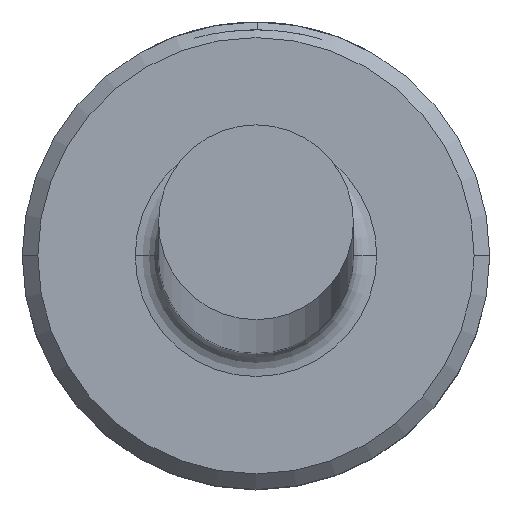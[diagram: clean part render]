
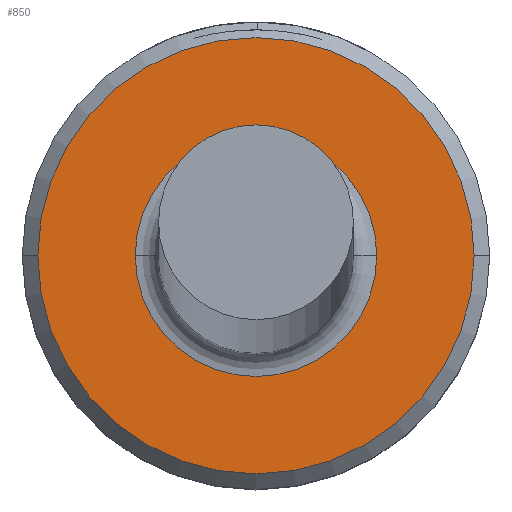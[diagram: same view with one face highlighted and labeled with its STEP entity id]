
A CAD part, top view. The second image highlights one B-rep face of the part: STEP entity #850.
In plain terms, the highlighted planar face has unit normal (0, 0, 1).
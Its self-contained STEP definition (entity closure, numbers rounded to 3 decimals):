
#56 = CARTESIAN_POINT ( 'NONE',  ( 0., 0., 4. ) ) ;
#73 = AXIS2_PLACEMENT_3D ( 'NONE', #362, #79, #727 ) ;
#79 = DIRECTION ( 'NONE',  ( 0., 0., 1. ) ) ;
#94 = DIRECTION ( 'NONE',  ( 0., 0., -1. ) ) ;
#141 = CARTESIAN_POINT ( 'NONE',  ( 0., 0., 4. ) ) ;
#144 = AXIS2_PLACEMENT_3D ( 'NONE', #642, #94, #736 ) ;
#150 = EDGE_LOOP ( 'NONE', ( #1076, #596 ) ) ;
#158 = DIRECTION ( 'NONE',  ( 1., 0., 0. ) ) ;
#233 = DIRECTION ( 'NONE',  ( -1., 0., 0. ) ) ;
#246 = CARTESIAN_POINT ( 'NONE',  ( 2.8, 0., 4. ) ) ;
#326 = AXIS2_PLACEMENT_3D ( 'NONE', #141, #773, #233 ) ;
#342 = CIRCLE ( 'NONE', #144, 1.55 ) ;
#352 = VERTEX_POINT ( 'NONE', #246 ) ;
#362 = CARTESIAN_POINT ( 'NONE',  ( 0., 0., 4. ) ) ;
#410 = VERTEX_POINT ( 'NONE', #567 ) ;
#461 = EDGE_CURVE ( 'NONE', #352, #410, #562, .T. ) ;
#494 = DIRECTION ( 'NONE',  ( 0., 0., 1. ) ) ;
#562 = CIRCLE ( 'NONE', #660, 2.8 ) ;
#567 = CARTESIAN_POINT ( 'NONE',  ( -2.8, 0., 4. ) ) ;
#569 = CIRCLE ( 'NONE', #1096, 2.8 ) ;
#596 = ORIENTED_EDGE ( 'NONE', *, *, #461, .T. ) ;
#614 = ORIENTED_EDGE ( 'NONE', *, *, #943, .T. ) ;
#642 = CARTESIAN_POINT ( 'NONE',  ( 0., 0., 4. ) ) ;
#658 = EDGE_LOOP ( 'NONE', ( #614, #714 ) ) ;
#660 = AXIS2_PLACEMENT_3D ( 'NONE', #1011, #494, #1100 ) ;
#697 = FACE_BOUND ( 'NONE', #658, .T. ) ;
#700 = DIRECTION ( 'NONE',  ( 0., 0., 1. ) ) ;
#714 = ORIENTED_EDGE ( 'NONE', *, *, #1008, .T. ) ;
#723 = EDGE_CURVE ( 'NONE', #410, #352, #569, .T. ) ;
#727 = DIRECTION ( 'NONE',  ( 1., 0., 0. ) ) ;
#736 = DIRECTION ( 'NONE',  ( -1., 0., 0. ) ) ;
#746 = VERTEX_POINT ( 'NONE', #1125 ) ;
#765 = VERTEX_POINT ( 'NONE', #871 ) ;
#773 = DIRECTION ( 'NONE',  ( 0., 0., -1. ) ) ;
#818 = CIRCLE ( 'NONE', #326, 1.55 ) ;
#850 = ADVANCED_FACE ( 'NONE', ( #1154, #697 ), #1048, .T. ) ;
#871 = CARTESIAN_POINT ( 'NONE',  ( -1.55, 0., 4. ) ) ;
#943 = EDGE_CURVE ( 'NONE', #765, #746, #342, .T. ) ;
#1008 = EDGE_CURVE ( 'NONE', #746, #765, #818, .T. ) ;
#1011 = CARTESIAN_POINT ( 'NONE',  ( 0., 0., 4. ) ) ;
#1048 = PLANE ( 'NONE',  #73 ) ;
#1076 = ORIENTED_EDGE ( 'NONE', *, *, #723, .T. ) ;
#1096 = AXIS2_PLACEMENT_3D ( 'NONE', #56, #700, #158 ) ;
#1100 = DIRECTION ( 'NONE',  ( 1., 0., 0. ) ) ;
#1125 = CARTESIAN_POINT ( 'NONE',  ( 1.55, 0., 4. ) ) ;
#1154 = FACE_OUTER_BOUND ( 'NONE', #150, .T. ) ;
